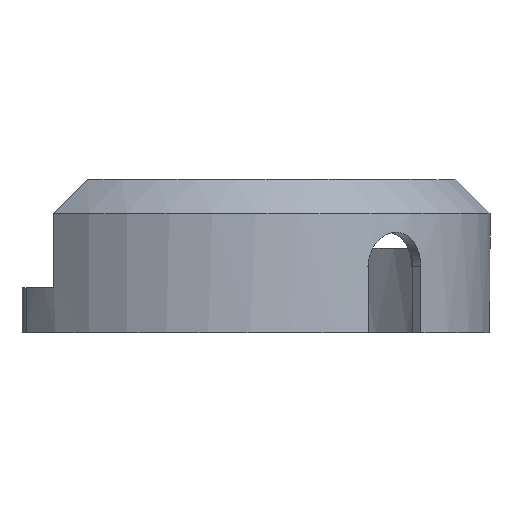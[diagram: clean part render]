
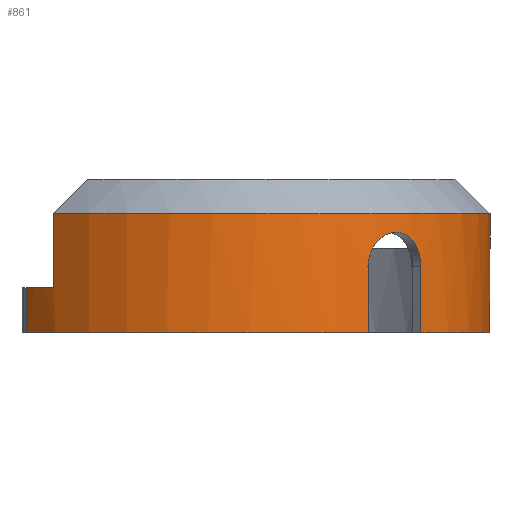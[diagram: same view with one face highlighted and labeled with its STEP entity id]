
A CAD part, front view. The second image highlights one B-rep face of the part: STEP entity #861.
In plain terms, the highlighted cylindrical face has radius 30.75 mm (diameter 61.5 mm), a partial arc.
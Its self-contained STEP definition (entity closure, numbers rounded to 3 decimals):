
#55=ELLIPSE('',#928,49.625,30.75);
#57=CIRCLE('',#922,30.75);
#58=CIRCLE('',#923,30.75);
#59=CIRCLE('',#924,30.75);
#60=CIRCLE('',#925,30.75);
#61=CIRCLE('',#926,30.75);
#62=CIRCLE('',#927,30.75);
#78=FACE_OUTER_BOUND('',#124,.T.);
#124=EDGE_LOOP('',(#583,#584,#585,#586,#587,#588,#589,#590,#591,#592,#593,
#594,#595,#596,#597,#598,#599));
#172=LINE('',#1202,#244);
#173=LINE('',#1204,#245);
#174=LINE('',#1208,#246);
#175=LINE('',#1212,#247);
#176=LINE('',#1216,#248);
#177=LINE('',#1240,#249);
#178=LINE('',#1244,#250);
#244=VECTOR('',#990,10.);
#245=VECTOR('',#991,10.);
#246=VECTOR('',#994,10.);
#247=VECTOR('',#997,10.);
#248=VECTOR('',#1000,10.);
#249=VECTOR('',#1001,10.);
#250=VECTOR('',#1004,10.);
#314=B_SPLINE_CURVE_WITH_KNOTS('',3,(#1178,#1179,#1180,#1181,#1182,#1183,
#1184,#1185),.UNSPECIFIED.,.F.,.F.,(4,2,2,4),(3.784,3.968,
4.159,4.216),.UNSPECIFIED.);
#316=B_SPLINE_CURVE_WITH_KNOTS('',3,(#1218,#1219,#1220,#1221,#1222,#1223,
#1224,#1225,#1226,#1227,#1228,#1229,#1230,#1231,#1232,#1233,#1234,#1235,
#1236,#1237,#1238),.UNSPECIFIED.,.F.,.F.,(4,2,2,2,2,3,2,2,2,4),(0.,0.151,
0.302,0.452,0.603,0.755,
0.903,1.053,1.2,1.202),
 .UNSPECIFIED.);
#317=B_SPLINE_CURVE_WITH_KNOTS('',3,(#1248,#1249,#1250,#1251,#1252,#1253,
#1254,#1255),.UNSPECIFIED.,.F.,.F.,(4,2,2,4),(0.128,0.15,
0.229,0.308),.UNSPECIFIED.);
#354=VERTEX_POINT('',#1176);
#355=VERTEX_POINT('',#1177);
#358=VERTEX_POINT('',#1199);
#359=VERTEX_POINT('',#1201);
#360=VERTEX_POINT('',#1203);
#361=VERTEX_POINT('',#1205);
#362=VERTEX_POINT('',#1207);
#363=VERTEX_POINT('',#1209);
#364=VERTEX_POINT('',#1211);
#365=VERTEX_POINT('',#1213);
#366=VERTEX_POINT('',#1215);
#367=VERTEX_POINT('',#1217);
#368=VERTEX_POINT('',#1239);
#369=VERTEX_POINT('',#1241);
#370=VERTEX_POINT('',#1243);
#371=VERTEX_POINT('',#1245);
#372=VERTEX_POINT('',#1247);
#443=EDGE_CURVE('',#354,#355,#314,.T.);
#447=EDGE_CURVE('',#354,#358,#57,.T.);
#448=EDGE_CURVE('',#358,#359,#172,.T.);
#449=EDGE_CURVE('',#359,#360,#173,.T.);
#450=EDGE_CURVE('',#361,#360,#58,.T.);
#451=EDGE_CURVE('',#361,#362,#174,.T.);
#452=EDGE_CURVE('',#362,#363,#59,.T.);
#453=EDGE_CURVE('',#364,#363,#175,.T.);
#454=EDGE_CURVE('',#364,#365,#60,.T.);
#455=EDGE_CURVE('',#365,#366,#176,.T.);
#456=EDGE_CURVE('',#367,#366,#316,.T.);
#457=EDGE_CURVE('',#367,#368,#177,.T.);
#458=EDGE_CURVE('',#368,#369,#61,.T.);
#459=EDGE_CURVE('',#370,#369,#178,.T.);
#460=EDGE_CURVE('',#370,#371,#62,.T.);
#461=EDGE_CURVE('',#372,#371,#317,.T.);
#462=EDGE_CURVE('',#355,#372,#55,.T.);
#583=ORIENTED_EDGE('',*,*,#443,.F.);
#584=ORIENTED_EDGE('',*,*,#447,.T.);
#585=ORIENTED_EDGE('',*,*,#448,.T.);
#586=ORIENTED_EDGE('',*,*,#449,.T.);
#587=ORIENTED_EDGE('',*,*,#450,.F.);
#588=ORIENTED_EDGE('',*,*,#451,.T.);
#589=ORIENTED_EDGE('',*,*,#452,.T.);
#590=ORIENTED_EDGE('',*,*,#453,.F.);
#591=ORIENTED_EDGE('',*,*,#454,.T.);
#592=ORIENTED_EDGE('',*,*,#455,.T.);
#593=ORIENTED_EDGE('',*,*,#456,.F.);
#594=ORIENTED_EDGE('',*,*,#457,.T.);
#595=ORIENTED_EDGE('',*,*,#458,.T.);
#596=ORIENTED_EDGE('',*,*,#459,.F.);
#597=ORIENTED_EDGE('',*,*,#460,.T.);
#598=ORIENTED_EDGE('',*,*,#461,.F.);
#599=ORIENTED_EDGE('',*,*,#462,.F.);
#852=CYLINDRICAL_SURFACE('',#921,30.75);
#861=ADVANCED_FACE('',(#78),#852,.T.);
#921=AXIS2_PLACEMENT_3D('',#1198,#986,#987);
#922=AXIS2_PLACEMENT_3D('',#1200,#988,#989);
#923=AXIS2_PLACEMENT_3D('',#1206,#992,#993);
#924=AXIS2_PLACEMENT_3D('',#1210,#995,#996);
#925=AXIS2_PLACEMENT_3D('',#1214,#998,#999);
#926=AXIS2_PLACEMENT_3D('',#1242,#1002,#1003);
#927=AXIS2_PLACEMENT_3D('',#1246,#1005,#1006);
#928=AXIS2_PLACEMENT_3D('',#1256,#1007,#1008);
#986=DIRECTION('center_axis',(0.,0.,1.));
#987=DIRECTION('ref_axis',(1.,0.,0.));
#988=DIRECTION('center_axis',(0.,0.,-1.));
#989=DIRECTION('ref_axis',(1.,0.,0.));
#990=DIRECTION('',(0.,0.,1.));
#991=DIRECTION('',(0.,0.,1.));
#992=DIRECTION('center_axis',(0.,0.,1.));
#993=DIRECTION('ref_axis',(1.,0.,0.));
#994=DIRECTION('',(0.,0.,-1.));
#995=DIRECTION('center_axis',(0.,0.,-1.));
#996=DIRECTION('ref_axis',(1.,0.,0.));
#997=DIRECTION('',(0.,0.,1.));
#998=DIRECTION('center_axis',(0.,0.,1.));
#999=DIRECTION('ref_axis',(1.,0.,0.));
#1000=DIRECTION('',(0.,0.,1.));
#1001=DIRECTION('',(0.,0.,-1.));
#1002=DIRECTION('center_axis',(0.,0.,1.));
#1003=DIRECTION('ref_axis',(1.,0.,0.));
#1004=DIRECTION('',(0.,0.,-1.));
#1005=DIRECTION('center_axis',(0.,0.,-1.));
#1006=DIRECTION('ref_axis',(1.,0.,0.));
#1007=DIRECTION('center_axis',(-0.722,-0.307,0.62));
#1008=DIRECTION('ref_axis',(0.57,0.242,0.785));
#1176=CARTESIAN_POINT('',(-19.947,18.218,9.9));
#1177=CARTESIAN_POINT('',(-23.287,16.184,7.999));
#1178=CARTESIAN_POINT('Ctrl Pts',(-19.947,18.218,9.9));
#1179=CARTESIAN_POINT('Ctrl Pts',(-20.494,17.931,9.893));
#1180=CARTESIAN_POINT('Ctrl Pts',(-21.065,17.608,9.766));
#1181=CARTESIAN_POINT('Ctrl Pts',(-22.115,16.972,9.26));
#1182=CARTESIAN_POINT('Ctrl Pts',(-22.592,16.66,8.874));
#1183=CARTESIAN_POINT('Ctrl Pts',(-23.078,16.329,8.296));
#1184=CARTESIAN_POINT('Ctrl Pts',(-23.185,16.255,8.152));
#1185=CARTESIAN_POINT('Ctrl Pts',(-23.287,16.184,7.999));
#1198=CARTESIAN_POINT('Origin',(-5.651,-9.007,0.));
#1199=CARTESIAN_POINT('',(25.083,-8.029,9.9));
#1200=CARTESIAN_POINT('Origin',(-5.651,-9.007,9.9));
#1201=CARTESIAN_POINT('',(25.083,-8.029,12.9));
#1202=CARTESIAN_POINT('',(25.083,-8.029,12.9));
#1203=CARTESIAN_POINT('',(25.083,-8.029,14.));
#1204=CARTESIAN_POINT('',(25.083,-8.029,18.));
#1205=CARTESIAN_POINT('',(-25.947,-32.108,14.));
#1206=CARTESIAN_POINT('Origin',(-5.651,-9.007,14.));
#1207=CARTESIAN_POINT('',(-25.947,-32.108,5.3));
#1208=CARTESIAN_POINT('',(-25.947,-32.108,0.));
#1209=CARTESIAN_POINT('',(-29.176,-28.809,5.3));
#1210=CARTESIAN_POINT('Origin',(-5.651,-9.007,5.3));
#1211=CARTESIAN_POINT('',(-29.176,-28.809,0.));
#1212=CARTESIAN_POINT('',(-29.176,-28.809,0.));
#1213=CARTESIAN_POINT('',(10.844,-34.958,0.));
#1214=CARTESIAN_POINT('Origin',(-5.651,-9.007,0.));
#1215=CARTESIAN_POINT('',(10.844,-34.958,7.759));
#1216=CARTESIAN_POINT('',(10.844,-34.958,0.));
#1217=CARTESIAN_POINT('',(17.001,-29.802,7.759));
#1218=CARTESIAN_POINT('Ctrl Pts',(17.001,-29.802,7.759));
#1219=CARTESIAN_POINT('Ctrl Pts',(17.001,-29.802,8.261));
#1220=CARTESIAN_POINT('Ctrl Pts',(16.934,-29.876,8.797));
#1221=CARTESIAN_POINT('Ctrl Pts',(16.654,-30.174,9.783));
#1222=CARTESIAN_POINT('Ctrl Pts',(16.442,-30.398,10.233));
#1223=CARTESIAN_POINT('Ctrl Pts',(15.941,-30.903,10.944));
#1224=CARTESIAN_POINT('Ctrl Pts',(15.62,-31.218,11.251));
#1225=CARTESIAN_POINT('Ctrl Pts',(14.897,-31.889,11.659));
#1226=CARTESIAN_POINT('Ctrl Pts',(14.495,-32.244,11.759));
#1227=CARTESIAN_POINT('Ctrl Pts',(13.721,-32.893,11.759));
#1228=CARTESIAN_POINT('Ctrl Pts',(13.298,-33.229,11.657));
#1229=CARTESIAN_POINT('Ctrl Pts',(12.901,-33.53,11.452));
#1230=CARTESIAN_POINT('Ctrl Pts',(12.514,-33.822,11.253));
#1231=CARTESIAN_POINT('Ctrl Pts',(12.155,-34.079,10.962));
#1232=CARTESIAN_POINT('Ctrl Pts',(11.535,-34.509,10.224));
#1233=CARTESIAN_POINT('Ctrl Pts',(11.281,-34.676,9.781));
#1234=CARTESIAN_POINT('Ctrl Pts',(10.937,-34.9,8.813));
#1235=CARTESIAN_POINT('Ctrl Pts',(10.846,-34.956,8.3));
#1236=CARTESIAN_POINT('Ctrl Pts',(10.844,-34.958,7.773));
#1237=CARTESIAN_POINT('Ctrl Pts',(10.844,-34.958,7.766));
#1238=CARTESIAN_POINT('Ctrl Pts',(10.844,-34.958,7.759));
#1239=CARTESIAN_POINT('',(17.001,-29.802,0.));
#1240=CARTESIAN_POINT('',(17.001,-29.802,0.));
#1241=CARTESIAN_POINT('',(-28.708,11.339,0.));
#1242=CARTESIAN_POINT('Origin',(-5.651,-9.007,0.));
#1243=CARTESIAN_POINT('',(-28.708,11.339,5.3));
#1244=CARTESIAN_POINT('',(-28.708,11.339,0.));
#1245=CARTESIAN_POINT('',(-25.815,14.209,5.3));
#1246=CARTESIAN_POINT('Origin',(-5.651,-9.007,5.3));
#1247=CARTESIAN_POINT('',(-24.552,15.249,6.061));
#1248=CARTESIAN_POINT('Ctrl Pts',(-24.552,15.249,6.061));
#1249=CARTESIAN_POINT('Ctrl Pts',(-24.589,15.22,6.002));
#1250=CARTESIAN_POINT('Ctrl Pts',(-24.629,15.189,5.948));
#1251=CARTESIAN_POINT('Ctrl Pts',(-24.817,15.041,5.713));
#1252=CARTESIAN_POINT('Ctrl Pts',(-25.002,14.892,5.556));
#1253=CARTESIAN_POINT('Ctrl Pts',(-25.402,14.563,5.35));
#1254=CARTESIAN_POINT('Ctrl Pts',(-25.617,14.381,5.3));
#1255=CARTESIAN_POINT('Ctrl Pts',(-25.815,14.209,5.3));
#1256=CARTESIAN_POINT('Origin',(-5.651,-9.007,16.069));
